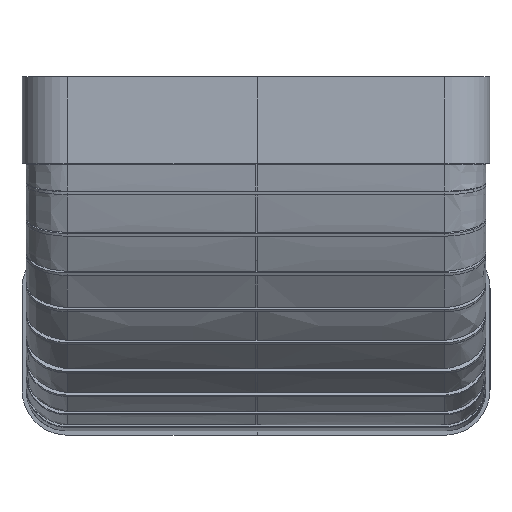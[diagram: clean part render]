
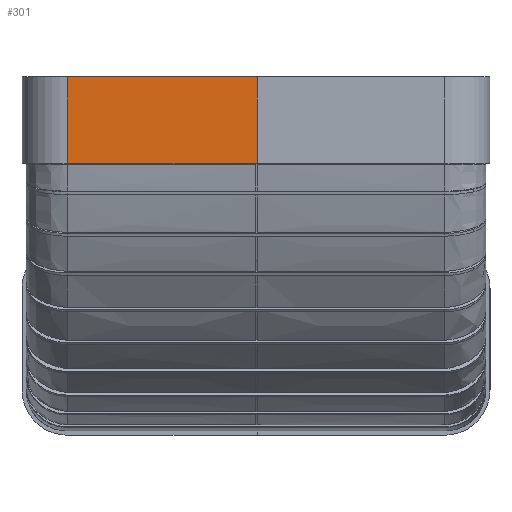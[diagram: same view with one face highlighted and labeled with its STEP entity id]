
A CAD part, left-side view. The second image highlights one B-rep face of the part: STEP entity #301.
In plain terms, the highlighted planar face has unit normal (-1, 0, 0).
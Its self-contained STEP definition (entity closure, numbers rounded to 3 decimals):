
#301=ADVANCED_FACE('',(#859),#860,.T.);
#859=FACE_OUTER_BOUND('',#11440,.T.);
#860=PLANE('',#11441);
#11440=EDGE_LOOP('',(#18556,#18557,#18558,#18559));
#11441=AXIS2_PLACEMENT_3D('',#18560,#18561,#18562);
#18556=ORIENTED_EDGE('',*,*,#19959,.T.);
#18557=ORIENTED_EDGE('',*,*,#19960,.T.);
#18558=ORIENTED_EDGE('',*,*,#19961,.F.);
#18559=ORIENTED_EDGE('',*,*,#19858,.T.);
#18560=CARTESIAN_POINT('',(-1165.827,-6466.159,-96.869));
#18561=DIRECTION('',(-1.0,0.,0.));
#18562=DIRECTION('',(0.,0.,1.0));
#19858=EDGE_CURVE('',#21272,#21273,#21274,.T.);
#19959=EDGE_CURVE('',#21273,#21423,#21425,.T.);
#19960=EDGE_CURVE('',#21423,#21426,#21427,.T.);
#19961=EDGE_CURVE('',#21272,#21426,#21428,.T.);
#21272=VERTEX_POINT('',#28391);
#21273=VERTEX_POINT('',#28392);
#21274=LINE('',#28393,#28394);
#21423=VERTEX_POINT('',#28850);
#21425=LINE('',#28852,#28853);
#21426=VERTEX_POINT('',#28854);
#21427=LINE('',#28855,#28856);
#21428=LINE('',#28857,#28858);
#28391=CARTESIAN_POINT('',(-1165.827,-6376.108,-117.869));
#28392=CARTESIAN_POINT('',(-1165.827,-6376.108,-75.869));
#28393=CARTESIAN_POINT('',(-1165.827,-6376.108,-75.869));
#28394=VECTOR('',#30411,1.0);
#28850=CARTESIAN_POINT('',(-1165.827,-6284.159,-75.869));
#28852=CARTESIAN_POINT('',(-1165.827,-6466.159,-75.869));
#28853=VECTOR('',#30548,1.0);
#28854=CARTESIAN_POINT('',(-1165.827,-6284.159,-117.869));
#28855=CARTESIAN_POINT('',(-1165.827,-6284.159,-75.869));
#28856=VECTOR('',#30549,1.0);
#28857=CARTESIAN_POINT('',(-1165.827,-6466.159,-117.869));
#28858=VECTOR('',#30550,1.0);
#30411=DIRECTION('',(0.,0.,1.0));
#30548=DIRECTION('',(0.,1.0,0.));
#30549=DIRECTION('',(0.,0.,-1.0));
#30550=DIRECTION('',(0.,1.0,0.));
